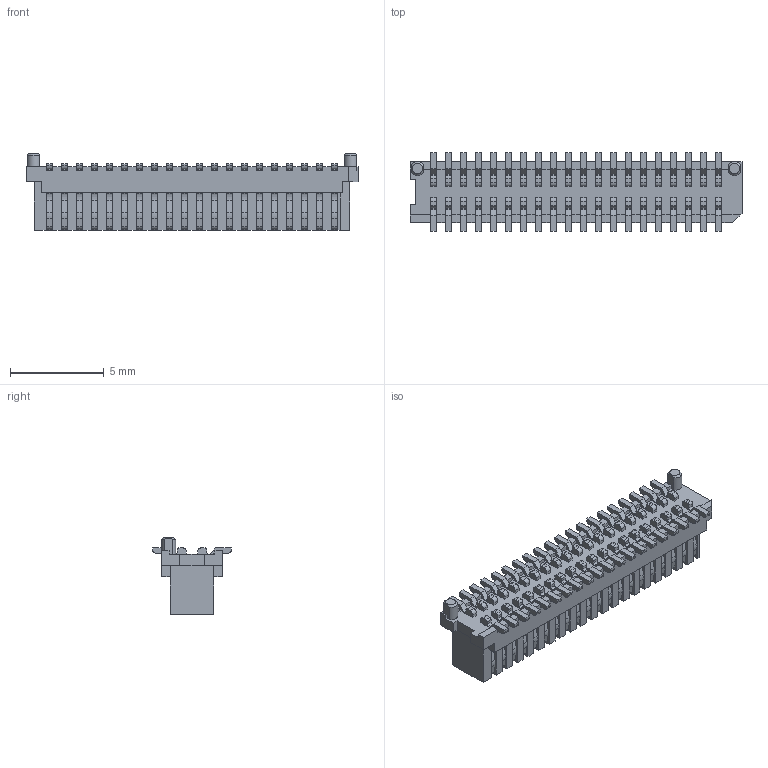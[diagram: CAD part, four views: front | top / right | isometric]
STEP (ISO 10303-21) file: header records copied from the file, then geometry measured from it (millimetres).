
FILE_DESCRIPTION((''),'2;1');
FILE_NAME('FBB08002-M40','2022-04-29T',('工程三'),(''),'PRO/ENGINEER BY PARAMETRIC TECHNOLOGY CORPORATION, 2010280','PRO/ENGINEER BY PARAMETRIC TECHNOLOGY CORPORATION, 2010280','');
FILE_SCHEMA(('CONFIG_CONTROL_DESIGN'));
Length unit declared in the file: millimetre
Products named in the file (1): FBB08002-M40
Bounding box: 17.7 x 4.2 x 4.1 mm (x, y, z)
Volume: 142 mm3; surface area: 623.9 mm2
Topology: 1 solids, 1 shells, 1327 faces, 4173 edges, 2728 vertices
Faces by surface type: plane 1039, cylinder 284, cone 4
Entity records: 46007 total; most frequent: ORIENTED_EDGE 8346, CARTESIAN_POINT 8262, DIRECTION 7397, EDGE_CURVE 4173, VECTOR 3591, LINE 3591, VERTEX_POINT 2728, AXIS2_PLACEMENT_3D 1903
